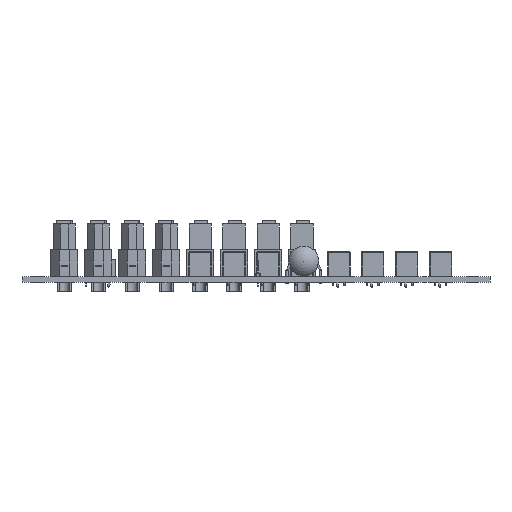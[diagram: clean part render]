
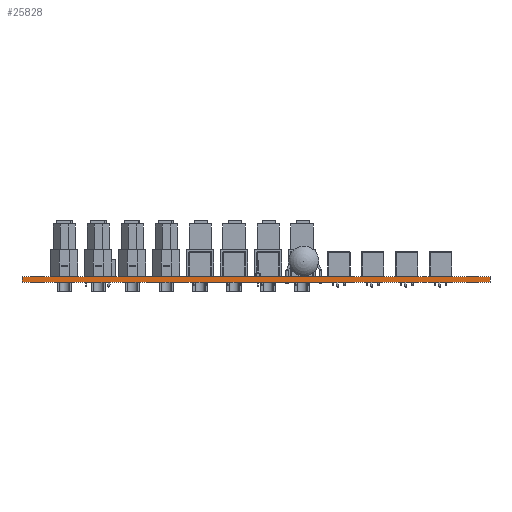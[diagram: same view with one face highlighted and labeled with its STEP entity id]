
A CAD part, front view. The second image highlights one B-rep face of the part: STEP entity #25828.
In plain terms, the highlighted planar face has unit normal (0, -1, 0).
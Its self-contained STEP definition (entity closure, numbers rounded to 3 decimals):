
#25828 = ADVANCED_FACE('',(#25829),#25843,.T.);
#25829 = FACE_BOUND('',#25830,.T.);
#25830 = EDGE_LOOP('',(#25831,#25866,#25894,#25922));
#25831 = ORIENTED_EDGE('',*,*,#25832,.T.);
#25832 = EDGE_CURVE('',#25833,#25835,#25837,.T.);
#25833 = VERTEX_POINT('',#25834);
#25834 = CARTESIAN_POINT('',(178.18,-148.622,0.));
#25835 = VERTEX_POINT('',#25836);
#25836 = CARTESIAN_POINT('',(178.18,-148.622,1.67));
#25837 = SURFACE_CURVE('',#25838,(#25842,#25854),.PCURVE_S1.);
#25838 = LINE('',#25839,#25840);
#25839 = CARTESIAN_POINT('',(178.18,-148.622,0.));
#25840 = VECTOR('',#25841,1.);
#25841 = DIRECTION('',(0.,0.,1.));
#25842 = PCURVE('',#25843,#25848);
#25843 = PLANE('',#25844);
#25844 = AXIS2_PLACEMENT_3D('',#25845,#25846,#25847);
#25845 = CARTESIAN_POINT('',(178.18,-148.622,0.));
#25846 = DIRECTION('',(0.,-1.,0.));
#25847 = DIRECTION('',(-1.,0.,0.));
#25848 = DEFINITIONAL_REPRESENTATION('',(#25849),#25853);
#25849 = LINE('',#25850,#25851);
#25850 = CARTESIAN_POINT('',(0.,-0.));
#25851 = VECTOR('',#25852,1.);
#25852 = DIRECTION('',(0.,-1.));
#25853 = ( GEOMETRIC_REPRESENTATION_CONTEXT(2) 
PARAMETRIC_REPRESENTATION_CONTEXT() REPRESENTATION_CONTEXT('2D SPACE',''
  ) );
#25854 = PCURVE('',#25855,#25860);
#25855 = PLANE('',#25856);
#25856 = AXIS2_PLACEMENT_3D('',#25857,#25858,#25859);
#25857 = CARTESIAN_POINT('',(178.18,-17.78,0.));
#25858 = DIRECTION('',(1.,0.,-0.));
#25859 = DIRECTION('',(0.,-1.,0.));
#25860 = DEFINITIONAL_REPRESENTATION('',(#25861),#25865);
#25861 = LINE('',#25862,#25863);
#25862 = CARTESIAN_POINT('',(130.842,0.));
#25863 = VECTOR('',#25864,1.);
#25864 = DIRECTION('',(0.,-1.));
#25865 = ( GEOMETRIC_REPRESENTATION_CONTEXT(2) 
PARAMETRIC_REPRESENTATION_CONTEXT() REPRESENTATION_CONTEXT('2D SPACE',''
  ) );
#25866 = ORIENTED_EDGE('',*,*,#25867,.T.);
#25867 = EDGE_CURVE('',#25835,#25868,#25870,.T.);
#25868 = VERTEX_POINT('',#25869);
#25869 = CARTESIAN_POINT('',(38.1,-148.622,1.67));
#25870 = SURFACE_CURVE('',#25871,(#25875,#25882),.PCURVE_S1.);
#25871 = LINE('',#25872,#25873);
#25872 = CARTESIAN_POINT('',(178.18,-148.622,1.67));
#25873 = VECTOR('',#25874,1.);
#25874 = DIRECTION('',(-1.,0.,0.));
#25875 = PCURVE('',#25843,#25876);
#25876 = DEFINITIONAL_REPRESENTATION('',(#25877),#25881);
#25877 = LINE('',#25878,#25879);
#25878 = CARTESIAN_POINT('',(0.,-1.67));
#25879 = VECTOR('',#25880,1.);
#25880 = DIRECTION('',(1.,0.));
#25881 = ( GEOMETRIC_REPRESENTATION_CONTEXT(2) 
PARAMETRIC_REPRESENTATION_CONTEXT() REPRESENTATION_CONTEXT('2D SPACE',''
  ) );
#25882 = PCURVE('',#25883,#25888);
#25883 = PLANE('',#25884);
#25884 = AXIS2_PLACEMENT_3D('',#25885,#25886,#25887);
#25885 = CARTESIAN_POINT('',(108.14,-83.201,1.67));
#25886 = DIRECTION('',(-0.,-0.,-1.));
#25887 = DIRECTION('',(-1.,0.,0.));
#25888 = DEFINITIONAL_REPRESENTATION('',(#25889),#25893);
#25889 = LINE('',#25890,#25891);
#25890 = CARTESIAN_POINT('',(-70.04,-65.421));
#25891 = VECTOR('',#25892,1.);
#25892 = DIRECTION('',(1.,0.));
#25893 = ( GEOMETRIC_REPRESENTATION_CONTEXT(2) 
PARAMETRIC_REPRESENTATION_CONTEXT() REPRESENTATION_CONTEXT('2D SPACE',''
  ) );
#25894 = ORIENTED_EDGE('',*,*,#25895,.F.);
#25895 = EDGE_CURVE('',#25896,#25868,#25898,.T.);
#25896 = VERTEX_POINT('',#25897);
#25897 = CARTESIAN_POINT('',(38.1,-148.622,0.));
#25898 = SURFACE_CURVE('',#25899,(#25903,#25910),.PCURVE_S1.);
#25899 = LINE('',#25900,#25901);
#25900 = CARTESIAN_POINT('',(38.1,-148.622,0.));
#25901 = VECTOR('',#25902,1.);
#25902 = DIRECTION('',(0.,0.,1.));
#25903 = PCURVE('',#25843,#25904);
#25904 = DEFINITIONAL_REPRESENTATION('',(#25905),#25909);
#25905 = LINE('',#25906,#25907);
#25906 = CARTESIAN_POINT('',(140.08,0.));
#25907 = VECTOR('',#25908,1.);
#25908 = DIRECTION('',(0.,-1.));
#25909 = ( GEOMETRIC_REPRESENTATION_CONTEXT(2) 
PARAMETRIC_REPRESENTATION_CONTEXT() REPRESENTATION_CONTEXT('2D SPACE',''
  ) );
#25910 = PCURVE('',#25911,#25916);
#25911 = PLANE('',#25912);
#25912 = AXIS2_PLACEMENT_3D('',#25913,#25914,#25915);
#25913 = CARTESIAN_POINT('',(38.1,-148.622,0.));
#25914 = DIRECTION('',(-1.,0.,0.));
#25915 = DIRECTION('',(0.,1.,0.));
#25916 = DEFINITIONAL_REPRESENTATION('',(#25917),#25921);
#25917 = LINE('',#25918,#25919);
#25918 = CARTESIAN_POINT('',(0.,0.));
#25919 = VECTOR('',#25920,1.);
#25920 = DIRECTION('',(0.,-1.));
#25921 = ( GEOMETRIC_REPRESENTATION_CONTEXT(2) 
PARAMETRIC_REPRESENTATION_CONTEXT() REPRESENTATION_CONTEXT('2D SPACE',''
  ) );
#25922 = ORIENTED_EDGE('',*,*,#25923,.F.);
#25923 = EDGE_CURVE('',#25833,#25896,#25924,.T.);
#25924 = SURFACE_CURVE('',#25925,(#25929,#25936),.PCURVE_S1.);
#25925 = LINE('',#25926,#25927);
#25926 = CARTESIAN_POINT('',(178.18,-148.622,0.));
#25927 = VECTOR('',#25928,1.);
#25928 = DIRECTION('',(-1.,0.,0.));
#25929 = PCURVE('',#25843,#25930);
#25930 = DEFINITIONAL_REPRESENTATION('',(#25931),#25935);
#25931 = LINE('',#25932,#25933);
#25932 = CARTESIAN_POINT('',(0.,-0.));
#25933 = VECTOR('',#25934,1.);
#25934 = DIRECTION('',(1.,0.));
#25935 = ( GEOMETRIC_REPRESENTATION_CONTEXT(2) 
PARAMETRIC_REPRESENTATION_CONTEXT() REPRESENTATION_CONTEXT('2D SPACE',''
  ) );
#25936 = PCURVE('',#25937,#25942);
#25937 = PLANE('',#25938);
#25938 = AXIS2_PLACEMENT_3D('',#25939,#25940,#25941);
#25939 = CARTESIAN_POINT('',(108.14,-83.201,0.));
#25940 = DIRECTION('',(-0.,-0.,-1.));
#25941 = DIRECTION('',(-1.,0.,0.));
#25942 = DEFINITIONAL_REPRESENTATION('',(#25943),#25947);
#25943 = LINE('',#25944,#25945);
#25944 = CARTESIAN_POINT('',(-70.04,-65.421));
#25945 = VECTOR('',#25946,1.);
#25946 = DIRECTION('',(1.,0.));
#25947 = ( GEOMETRIC_REPRESENTATION_CONTEXT(2) 
PARAMETRIC_REPRESENTATION_CONTEXT() REPRESENTATION_CONTEXT('2D SPACE',''
  ) );
